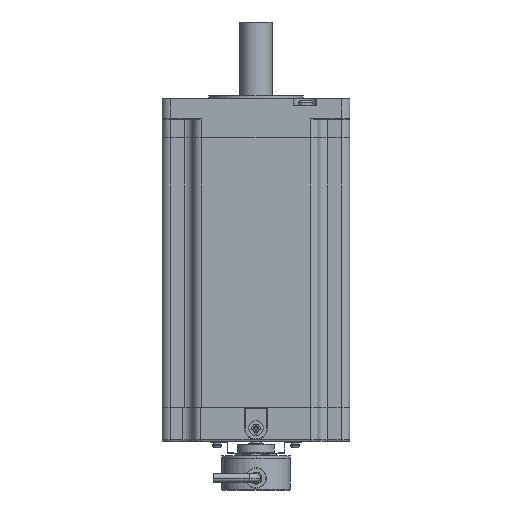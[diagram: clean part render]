
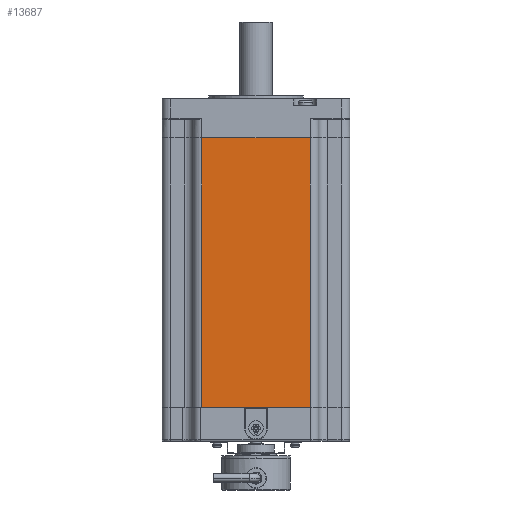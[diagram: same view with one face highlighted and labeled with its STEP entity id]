
A CAD part, front view. The second image highlights one B-rep face of the part: STEP entity #13687.
In plain terms, the highlighted planar face has unit normal (0, -1, 0).
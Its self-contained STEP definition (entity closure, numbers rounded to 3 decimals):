
#4368=DIRECTION('',(1.,0.,0.));
#4369=VECTOR('',#4368,63.8);
#4370=CARTESIAN_POINT('',(-31.9,-55.,-79.));
#4371=LINE('',#4370,#4369);
#6625=DIRECTION('',(1.,0.,0.));
#6626=VECTOR('',#6625,63.8);
#6627=CARTESIAN_POINT('',(-31.9,-55.,79.));
#6628=LINE('',#6627,#6626);
#8817=DIRECTION('',(0.,0.,1.));
#8818=VECTOR('',#8817,158.);
#8819=CARTESIAN_POINT('',(31.9,-55.,-79.));
#8820=LINE('',#8819,#8818);
#8824=DIRECTION('',(0.,0.,1.));
#8825=VECTOR('',#8824,158.);
#8826=CARTESIAN_POINT('',(-31.9,-55.,-79.));
#8827=LINE('',#8826,#8825);
#10953=CARTESIAN_POINT('',(-31.9,-55.,-79.));
#10954=CARTESIAN_POINT('',(31.9,-55.,-79.));
#10955=VERTEX_POINT('',#10953);
#10956=VERTEX_POINT('',#10954);
#10985=CARTESIAN_POINT('',(-31.9,-55.,79.));
#10986=CARTESIAN_POINT('',(31.9,-55.,79.));
#10987=VERTEX_POINT('',#10985);
#10988=VERTEX_POINT('',#10986);
#13675=CARTESIAN_POINT('',(-31.9,-55.,-79.));
#13676=DIRECTION('',(0.,-1.,0.));
#13677=DIRECTION('',(1.,0.,0.));
#13678=AXIS2_PLACEMENT_3D('',#13675,#13676,#13677);
#13679=PLANE('',#13678);
#13680=ORIENTED_EDGE('',*,*,#12176,.F.);
#13682=ORIENTED_EDGE('',*,*,#13681,.T.);
#13683=ORIENTED_EDGE('',*,*,#12834,.T.);
#13684=ORIENTED_EDGE('',*,*,#13668,.F.);
#13685=EDGE_LOOP('',(#13680,#13682,#13683,#13684));
#13686=FACE_OUTER_BOUND('',#13685,.F.);
#12176=EDGE_CURVE('',#10955,#10956,#4371,.T.);
#12834=EDGE_CURVE('',#10987,#10988,#6628,.T.);
#13668=EDGE_CURVE('',#10956,#10988,#8820,.T.);
#13681=EDGE_CURVE('',#10955,#10987,#8827,.T.);
#13687=ADVANCED_FACE('',(#13686),#13679,.T.);
